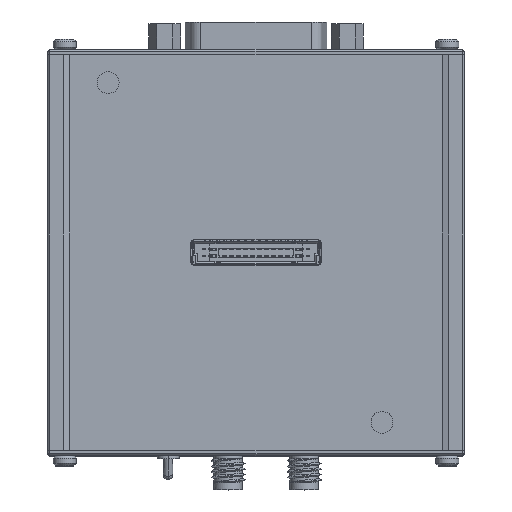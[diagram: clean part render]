
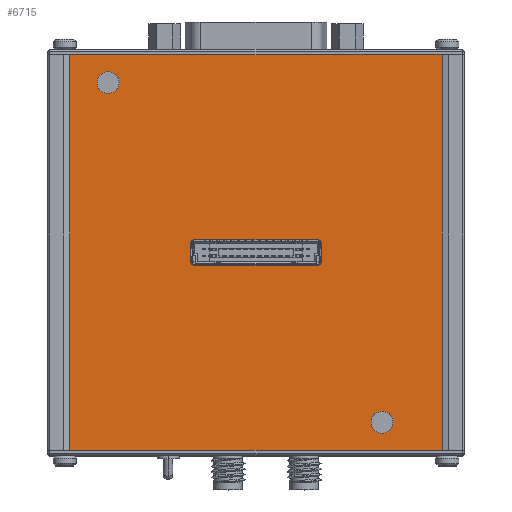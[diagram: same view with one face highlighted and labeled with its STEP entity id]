
A CAD part, top view. The second image highlights one B-rep face of the part: STEP entity #6715.
In plain terms, the highlighted planar face has unit normal (0, 0, 1).
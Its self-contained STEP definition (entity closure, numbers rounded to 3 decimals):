
#2459=DIRECTION('',(0.,-1.,0.));
#2460=VECTOR('',#2459,72.2);
#2461=CARTESIAN_POINT('',(33.981,36.1,-0.35));
#2462=LINE('',#2461,#2460);
#2463=DIRECTION('',(1.,0.,0.));
#2464=VECTOR('',#2463,67.961);
#2465=CARTESIAN_POINT('',(-33.981,36.1,-0.35));
#2466=LINE('',#2465,#2464);
#2467=DIRECTION('',(-1.,0.,0.));
#2468=VECTOR('',#2467,67.961);
#2469=CARTESIAN_POINT('',(33.981,-36.1,-0.35));
#2470=LINE('',#2469,#2468);
#2471=CARTESIAN_POINT('',(-27.,31.,-0.35));
#2472=DIRECTION('',(0.,0.,1.));
#2473=DIRECTION('',(1.,0.,0.));
#2474=AXIS2_PLACEMENT_3D('',#2471,#2472,#2473);
#2476=CARTESIAN_POINT('',(-27.,31.,-0.35));
#2477=DIRECTION('',(0.,0.,1.));
#2478=DIRECTION('',(-1.,0.,0.));
#2479=AXIS2_PLACEMENT_3D('',#2476,#2477,#2478);
#2481=CARTESIAN_POINT('',(23.,-31.,-0.35));
#2482=DIRECTION('',(0.,0.,1.));
#2483=DIRECTION('',(1.,0.,0.));
#2484=AXIS2_PLACEMENT_3D('',#2481,#2482,#2483);
#2486=CARTESIAN_POINT('',(23.,-31.,-0.35));
#2487=DIRECTION('',(0.,0.,1.));
#2488=DIRECTION('',(-1.,0.,0.));
#2489=AXIS2_PLACEMENT_3D('',#2486,#2487,#2488);
#2491=DIRECTION('',(-1.,0.,0.));
#2492=VECTOR('',#2491,22.4);
#2493=CARTESIAN_POINT('',(11.2,2.3,-0.35));
#2494=LINE('',#2493,#2492);
#2495=DIRECTION('',(0.,-1.,0.));
#2496=VECTOR('',#2495,3.);
#2497=CARTESIAN_POINT('',(-12.,1.5,-0.35));
#2498=LINE('',#2497,#2496);
#2499=DIRECTION('',(1.,0.,0.));
#2500=VECTOR('',#2499,22.4);
#2501=CARTESIAN_POINT('',(-11.2,-2.3,-0.35));
#2502=LINE('',#2501,#2500);
#2503=DIRECTION('',(0.,1.,0.));
#2504=VECTOR('',#2503,3.);
#2505=CARTESIAN_POINT('',(12.,-1.5,-0.35));
#2506=LINE('',#2505,#2504);
#2507=DIRECTION('',(0.,-1.,0.));
#2508=VECTOR('',#2507,72.2);
#2509=CARTESIAN_POINT('',(-33.981,36.1,-0.35));
#2510=LINE('',#2509,#2508);
#2535=CARTESIAN_POINT('',(-11.2,1.5,-0.35));
#2536=DIRECTION('',(0.,0.,-1.));
#2537=DIRECTION('',(-1.,0.,0.));
#2538=AXIS2_PLACEMENT_3D('',#2535,#2536,#2537);
#2553=CARTESIAN_POINT('',(-11.2,-1.5,-0.35));
#2554=DIRECTION('',(0.,0.,-1.));
#2555=DIRECTION('',(0.,-1.,0.));
#2556=AXIS2_PLACEMENT_3D('',#2553,#2554,#2555);
#2571=CARTESIAN_POINT('',(11.2,-1.5,-0.35));
#2572=DIRECTION('',(0.,0.,-1.));
#2573=DIRECTION('',(1.,0.,0.));
#2574=AXIS2_PLACEMENT_3D('',#2571,#2572,#2573);
#2589=CARTESIAN_POINT('',(11.2,1.5,-0.35));
#2590=DIRECTION('',(0.,0.,-1.));
#2591=DIRECTION('',(0.,1.,0.));
#2592=AXIS2_PLACEMENT_3D('',#2589,#2590,#2591);
#3541=CARTESIAN_POINT('',(-33.981,-36.1,-0.35));
#3543=VERTEX_POINT('',#3541);
#3545=CARTESIAN_POINT('',(-33.981,36.1,-0.35));
#3547=VERTEX_POINT('',#3545);
#4009=CARTESIAN_POINT('',(33.981,-36.1,-0.35));
#4011=VERTEX_POINT('',#4009);
#4013=CARTESIAN_POINT('',(33.981,36.1,-0.35));
#4015=VERTEX_POINT('',#4013);
#4039=CARTESIAN_POINT('',(-25.,31.,-0.35));
#4040=CARTESIAN_POINT('',(-29.,31.,-0.35));
#4041=VERTEX_POINT('',#4039);
#4042=VERTEX_POINT('',#4040);
#4043=CARTESIAN_POINT('',(25.,-31.,-0.35));
#4044=CARTESIAN_POINT('',(21.,-31.,-0.35));
#4045=VERTEX_POINT('',#4043);
#4046=VERTEX_POINT('',#4044);
#4055=CARTESIAN_POINT('',(-11.2,-2.3,-0.35));
#4057=VERTEX_POINT('',#4055);
#4059=CARTESIAN_POINT('',(-12.,-1.5,-0.35));
#4061=VERTEX_POINT('',#4059);
#4063=CARTESIAN_POINT('',(-12.,1.5,-0.35));
#4065=VERTEX_POINT('',#4063);
#4067=CARTESIAN_POINT('',(-11.2,2.3,-0.35));
#4069=VERTEX_POINT('',#4067);
#4071=CARTESIAN_POINT('',(11.2,2.3,-0.35));
#4073=VERTEX_POINT('',#4071);
#4075=CARTESIAN_POINT('',(12.,1.5,-0.35));
#4077=VERTEX_POINT('',#4075);
#4079=CARTESIAN_POINT('',(12.,-1.5,-0.35));
#4081=VERTEX_POINT('',#4079);
#4083=CARTESIAN_POINT('',(11.2,-2.3,-0.35));
#4085=VERTEX_POINT('',#4083);
#6673=CARTESIAN_POINT('',(0.,57.6,-0.35));
#6674=DIRECTION('',(0.,0.,-1.));
#6675=DIRECTION('',(-1.,0.,0.));
#6676=AXIS2_PLACEMENT_3D('',#6673,#6674,#6675);
#6677=PLANE('',#6676);
#6678=ORIENTED_EDGE('',*,*,#5034,.T.);
#6679=ORIENTED_EDGE('',*,*,#6666,.T.);
#6680=ORIENTED_EDGE('',*,*,#4357,.T.);
#6682=ORIENTED_EDGE('',*,*,#6681,.F.);
#6683=EDGE_LOOP('',(#6678,#6679,#6680,#6682));
#6684=FACE_OUTER_BOUND('',#6683,.F.);
#6686=ORIENTED_EDGE('',*,*,#6685,.T.);
#6688=ORIENTED_EDGE('',*,*,#6687,.T.);
#6689=EDGE_LOOP('',(#6686,#6688));
#6690=FACE_BOUND('',#6689,.F.);
#6692=ORIENTED_EDGE('',*,*,#6691,.T.);
#6694=ORIENTED_EDGE('',*,*,#6693,.T.);
#6695=EDGE_LOOP('',(#6692,#6694));
#6696=FACE_BOUND('',#6695,.F.);
#6698=ORIENTED_EDGE('',*,*,#6697,.T.);
#6700=ORIENTED_EDGE('',*,*,#6699,.F.);
#6702=ORIENTED_EDGE('',*,*,#6701,.T.);
#6704=ORIENTED_EDGE('',*,*,#6703,.F.);
#6706=ORIENTED_EDGE('',*,*,#6705,.T.);
#6708=ORIENTED_EDGE('',*,*,#6707,.F.);
#6710=ORIENTED_EDGE('',*,*,#6709,.T.);
#6712=ORIENTED_EDGE('',*,*,#6711,.F.);
#6713=EDGE_LOOP('',(#6698,#6700,#6702,#6704,#6706,#6708,#6710,#6712));
#6714=FACE_BOUND('',#6713,.F.);
#6715=ADVANCED_FACE('',(#6684,#6690,#6696,#6714),#6677,.F.);
#2475=CIRCLE('',#2474,2.);
#2480=CIRCLE('',#2479,2.);
#2485=CIRCLE('',#2484,2.);
#2490=CIRCLE('',#2489,2.);
#2539=CIRCLE('',#2538,0.8);
#2557=CIRCLE('',#2556,0.8);
#2575=CIRCLE('',#2574,0.8);
#2593=CIRCLE('',#2592,0.8);
#4357=EDGE_CURVE('',#4011,#3543,#2470,.T.);
#5034=EDGE_CURVE('',#3547,#4015,#2466,.T.);
#6666=EDGE_CURVE('',#4015,#4011,#2462,.T.);
#6681=EDGE_CURVE('',#3547,#3543,#2510,.T.);
#6685=EDGE_CURVE('',#4041,#4042,#2475,.T.);
#6687=EDGE_CURVE('',#4042,#4041,#2480,.T.);
#6691=EDGE_CURVE('',#4045,#4046,#2485,.T.);
#6693=EDGE_CURVE('',#4046,#4045,#2490,.T.);
#6697=EDGE_CURVE('',#4073,#4069,#2494,.T.);
#6699=EDGE_CURVE('',#4065,#4069,#2539,.T.);
#6701=EDGE_CURVE('',#4065,#4061,#2498,.T.);
#6703=EDGE_CURVE('',#4057,#4061,#2557,.T.);
#6705=EDGE_CURVE('',#4057,#4085,#2502,.T.);
#6707=EDGE_CURVE('',#4081,#4085,#2575,.T.);
#6709=EDGE_CURVE('',#4081,#4077,#2506,.T.);
#6711=EDGE_CURVE('',#4073,#4077,#2593,.T.);
